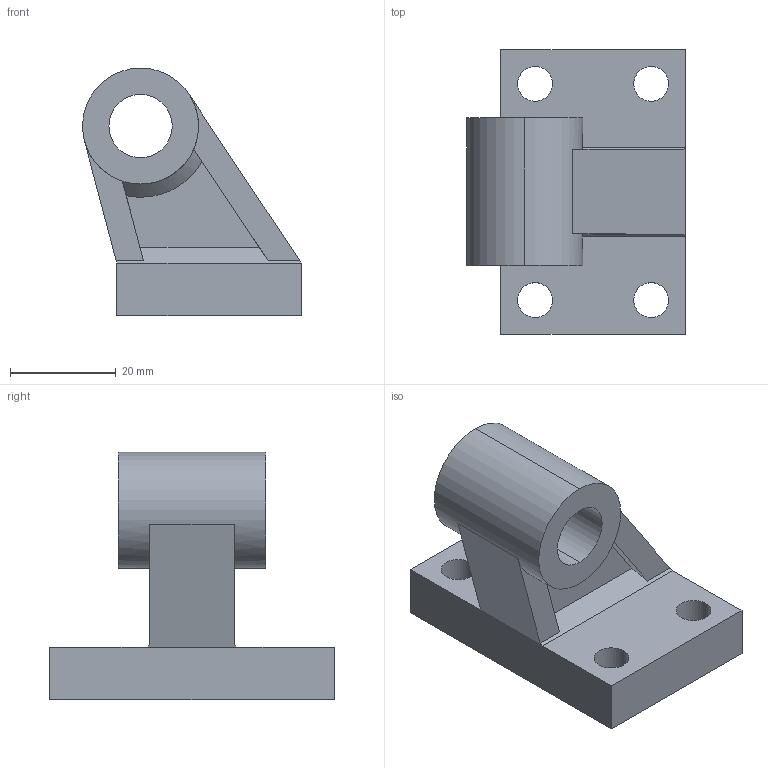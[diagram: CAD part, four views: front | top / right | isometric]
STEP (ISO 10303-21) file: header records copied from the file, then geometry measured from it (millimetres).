
FILE_DESCRIPTION (( 'STEP AP214' ), '1' );
FILE_NAME ('ÇAP 40 YER BAÐ. (CFM).STEP', '2013-12-12T13:30:40', ( '' ), ( '' ), 'SwSTEP 2.0', 'SolidWorks 2010', '' );
FILE_SCHEMA (( 'AUTOMOTIVE_DESIGN' ));
Length unit declared in the file: millimetre
Products named in the file (1): ÇAP 40 YER BAÐ. (CFM)
Bounding box: 41.5 x 54 x 47 mm (x, y, z)
Volume: 33016.9 mm3; surface area: 10886.7 mm2
Topology: 1 solids, 1 shells, 38 faces, 99 edges, 63 vertices
Faces by surface type: plane 23, cylinder 12, cone 3
Entity records: 1224 total; most frequent: CARTESIAN_POINT 213, DIRECTION 208, ORIENTED_EDGE 198, EDGE_CURVE 99, AXIS2_PLACEMENT_3D 74, VERTEX_POINT 63, VECTOR 60, LINE 60
